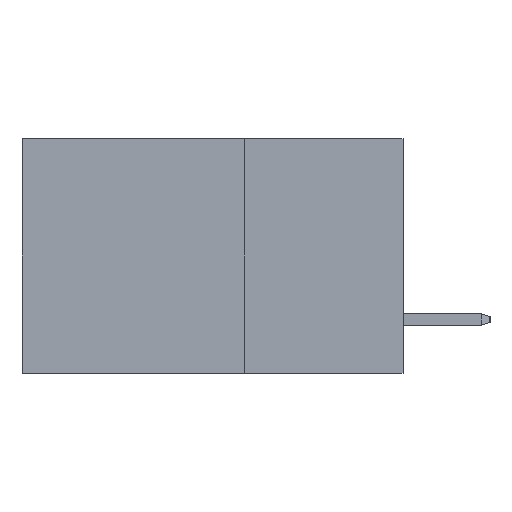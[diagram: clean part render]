
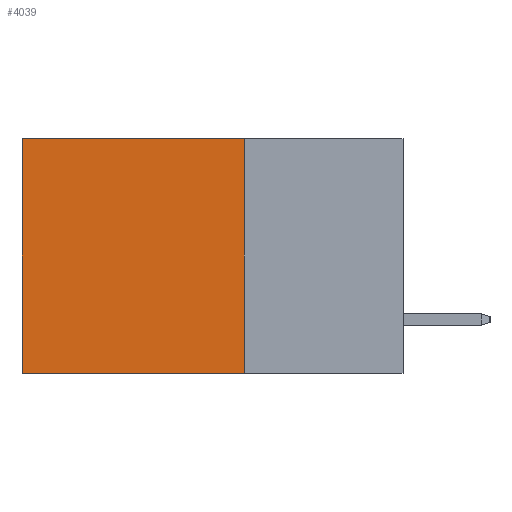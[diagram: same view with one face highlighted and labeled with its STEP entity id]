
A CAD part, left-side view. The second image highlights one B-rep face of the part: STEP entity #4039.
In plain terms, the highlighted planar face has unit normal (-1, 0, 0).
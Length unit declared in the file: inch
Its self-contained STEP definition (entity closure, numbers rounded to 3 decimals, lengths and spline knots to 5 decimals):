
#231 = LINE ( 'NONE', #8046, #2209 ) ;
#456 = DIRECTION ( 'NONE',  ( 0., 0., -1. ) ) ;
#1026 = VECTOR ( 'NONE', #456, 39.37008 ) ;
#1067 = VERTEX_POINT ( 'NONE', #2197 ) ;
#1251 = DIRECTION ( 'NONE',  ( 0., 1., 0. ) ) ;
#1630 = LINE ( 'NONE', #6043, #2759 ) ;
#2010 = ORIENTED_EDGE ( 'NONE', *, *, #12642, .T. ) ;
#2197 = CARTESIAN_POINT ( 'NONE',  ( 0.2875, 0.6, 0. ) ) ;
#2209 = VECTOR ( 'NONE', #1251, 39.37008 ) ;
#2307 = DIRECTION ( 'NONE',  ( 0., 0., -1. ) ) ;
#2759 = VECTOR ( 'NONE', #10455, 39.37008 ) ;
#2925 = CARTESIAN_POINT ( 'NONE',  ( 0.2875, 0.25, 0. ) ) ;
#3133 = AXIS2_PLACEMENT_3D ( 'NONE', #7900, #13336, #9000 ) ;
#3506 = ORIENTED_EDGE ( 'NONE', *, *, #12388, .F. ) ;
#3659 = EDGE_LOOP ( 'NONE', ( #12003, #8267, #3506, #2010 ) ) ;
#3744 = CARTESIAN_POINT ( 'NONE',  ( 0.2875, 0.25, 0. ) ) ;
#4039 = ADVANCED_FACE ( 'NONE', ( #10662 ), #5169, .F. ) ;
#4283 = VERTEX_POINT ( 'NONE', #9709 ) ;
#4402 = CARTESIAN_POINT ( 'NONE',  ( 0.2875, 0.6, 0. ) ) ;
#5169 = PLANE ( 'NONE',  #3133 ) ;
#6043 = CARTESIAN_POINT ( 'NONE',  ( 0.2875, 0.25, -0.37 ) ) ;
#6883 = EDGE_CURVE ( 'NONE', #13493, #4283, #1630, .T. ) ;
#7406 = VERTEX_POINT ( 'NONE', #3744 ) ;
#7900 = CARTESIAN_POINT ( 'NONE',  ( 0.2875, 0.25, 0. ) ) ;
#8046 = CARTESIAN_POINT ( 'NONE',  ( 0.2875, 0.25, 0. ) ) ;
#8138 = CARTESIAN_POINT ( 'NONE',  ( 0.2875, 0.25, -0.37 ) ) ;
#8267 = ORIENTED_EDGE ( 'NONE', *, *, #6883, .F. ) ;
#8876 = VECTOR ( 'NONE', #2307, 39.37008 ) ;
#8887 = LINE ( 'NONE', #4402, #8876 ) ;
#9000 = DIRECTION ( 'NONE',  ( 0., 0., -1. ) ) ;
#9709 = CARTESIAN_POINT ( 'NONE',  ( 0.2875, 0.6, -0.37 ) ) ;
#10455 = DIRECTION ( 'NONE',  ( 0., 1., 0. ) ) ;
#10662 = FACE_OUTER_BOUND ( 'NONE', #3659, .T. ) ;
#11648 = EDGE_CURVE ( 'NONE', #1067, #4283, #8887, .T. ) ;
#12003 = ORIENTED_EDGE ( 'NONE', *, *, #11648, .T. ) ;
#12388 = EDGE_CURVE ( 'NONE', #7406, #13493, #13790, .T. ) ;
#12642 = EDGE_CURVE ( 'NONE', #7406, #1067, #231, .T. ) ;
#13336 = DIRECTION ( 'NONE',  ( 1., 0., 0. ) ) ;
#13493 = VERTEX_POINT ( 'NONE', #8138 ) ;
#13790 = LINE ( 'NONE', #2925, #1026 ) ;
